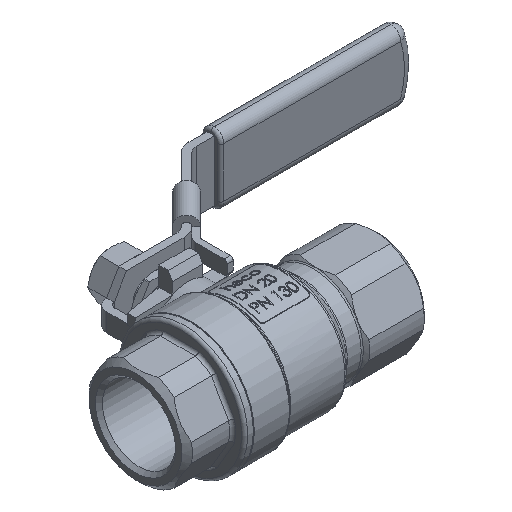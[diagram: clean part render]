
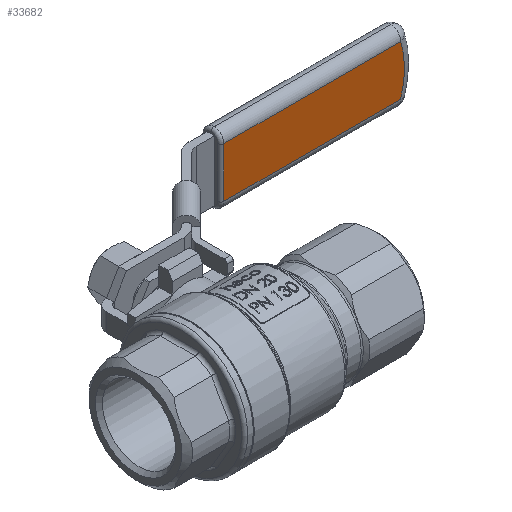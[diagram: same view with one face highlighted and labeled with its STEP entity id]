
A CAD part, isometric view. The second image highlights one B-rep face of the part: STEP entity #33682.
In plain terms, the highlighted planar face has unit normal (0, -1, 0).
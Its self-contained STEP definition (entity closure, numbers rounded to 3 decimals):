
#9844 = EDGE_LOOP ( 'NONE', ( #33299, #33300, #33301, #33302 ) ) ;
#15128 = VECTOR ( 'NONE', #16010, 1000. ) ;
#15138 = VECTOR ( 'NONE', #16008, 1000. ) ;
#15140 = VECTOR ( 'NONE', #16013, 1000. ) ;
#15141 = CIRCLE ( 'NONE', #16541, 26.751 ) ;
#15996 = LINE ( 'NONE', #15997, #15138 ) ;
#15997 = CARTESIAN_POINT ( 'NONE',  ( 110., 58., 8.251 ) ) ;
#16003 = LINE ( 'NONE', #16009, #15128 ) ;
#16008 = DIRECTION ( 'NONE',  ( -1., 0., 0. ) ) ;
#16009 = CARTESIAN_POINT ( 'NONE',  ( 47.142, 58., 11.5 ) ) ;
#16010 = DIRECTION ( 'NONE',  ( 0., 0., -1. ) ) ;
#16011 = LINE ( 'NONE', #16012, #15140 ) ;
#16012 = CARTESIAN_POINT ( 'NONE',  ( 107.708, 58., -8.251 ) ) ;
#16013 = DIRECTION ( 'NONE',  ( 1., 0., 0. ) ) ;
#16016 = CARTESIAN_POINT ( 'NONE',  ( 80., 58., 0. ) ) ;
#16017 = DIRECTION ( 'NONE',  ( 0., -1., 0. ) ) ;
#16018 = DIRECTION ( 'NONE',  ( -1., 0., 0. ) ) ;
#16541 = AXIS2_PLACEMENT_3D ( 'NONE', #16016, #16017, #16018 ) ;
#22065 = VERTEX_POINT ( 'NONE', #23259 ) ;
#22072 = VERTEX_POINT ( 'NONE', #23258 ) ;
#22074 = VERTEX_POINT ( 'NONE', #23266 ) ;
#22075 = VERTEX_POINT ( 'NONE', #23267 ) ;
#23258 = CARTESIAN_POINT ( 'NONE',  ( 105.447, 58., 8.251 ) ) ;
#23259 = CARTESIAN_POINT ( 'NONE',  ( 47.142, 58., 8.251 ) ) ;
#23266 = CARTESIAN_POINT ( 'NONE',  ( 47.142, 58., -8.251 ) ) ;
#23267 = CARTESIAN_POINT ( 'NONE',  ( 105.447, 58., -8.251 ) ) ;
#30413 = AXIS2_PLACEMENT_3D ( 'NONE', #30815, #30816, #30817 ) ;
#30790 = PLANE ( 'NONE',  #30413 ) ;
#30805 = FACE_OUTER_BOUND ( 'NONE', #9844, .T. ) ;
#30815 = CARTESIAN_POINT ( 'NONE',  ( 110., 58., 11.5 ) ) ;
#30816 = DIRECTION ( 'NONE',  ( 0., 1., 0. ) ) ;
#30817 = DIRECTION ( 'NONE',  ( -1., 0., 0. ) ) ;
#33299 = ORIENTED_EDGE ( 'NONE', *, *, #36972, .T. ) ;
#33300 = ORIENTED_EDGE ( 'NONE', *, *, #36973, .T. ) ;
#33301 = ORIENTED_EDGE ( 'NONE', *, *, #36974, .T. ) ;
#33302 = ORIENTED_EDGE ( 'NONE', *, *, #36975, .T. ) ;
#33682 = ADVANCED_FACE ( 'NONE', ( #30805 ), #30790, .F. ) ;
#36972 = EDGE_CURVE ( 'NONE', #22072, #22065, #15996, .T. ) ;
#36973 = EDGE_CURVE ( 'NONE', #22065, #22074, #16003, .T. ) ;
#36974 = EDGE_CURVE ( 'NONE', #22074, #22075, #16011, .T. ) ;
#36975 = EDGE_CURVE ( 'NONE', #22075, #22072, #15141, .T. ) ;
